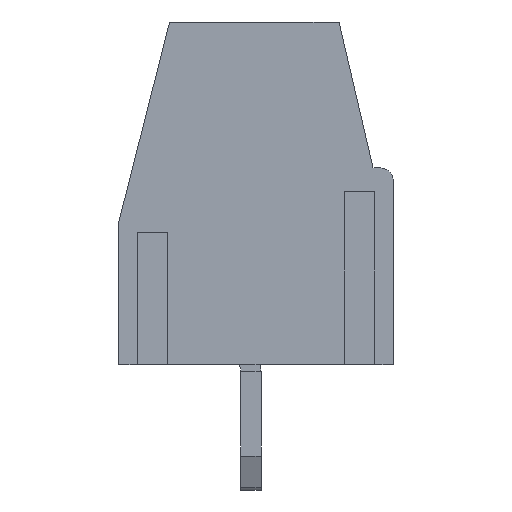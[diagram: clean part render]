
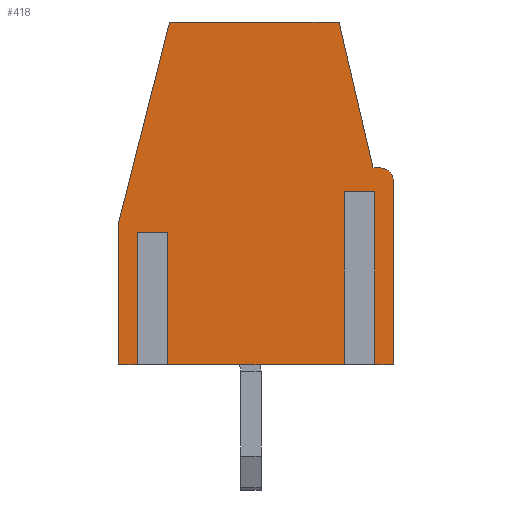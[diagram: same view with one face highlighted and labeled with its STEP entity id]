
A CAD part, left-side view. The second image highlights one B-rep face of the part: STEP entity #418.
In plain terms, the highlighted planar face has unit normal (-1, 0, 0).
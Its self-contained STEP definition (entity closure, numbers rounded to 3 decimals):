
#418=ADVANCED_FACE('',(#1959),#1961,.T.);
#1959=FACE_BOUND('',#1960,.T.);
#1960=EDGE_LOOP('',(#3201,#3202,#3203,#3204,#3205,#3206,#3207,#3208,#3209,#3210,
#3211,#3212,#3213,#3214,#3215,#3216));
#1961=PLANE('',#1962);
#1962=AXIS2_PLACEMENT_3D('',#1963,#1964,#1965);
#1963=CARTESIAN_POINT('',(-2.5,0.,0.));
#1964=DIRECTION('',(-1.,0.,0.));
#1965=DIRECTION('',(0.,0.,-1.));
#3201=ORIENTED_EDGE('',*,*,#4056,.F.);
#3202=ORIENTED_EDGE('',*,*,#4057,.F.);
#3203=ORIENTED_EDGE('',*,*,#4058,.F.);
#3204=ORIENTED_EDGE('',*,*,#4059,.T.);
#3205=ORIENTED_EDGE('',*,*,#4060,.T.);
#3206=ORIENTED_EDGE('',*,*,#4061,.T.);
#3207=ORIENTED_EDGE('',*,*,#4062,.T.);
#3208=ORIENTED_EDGE('',*,*,#4063,.T.);
#3209=ORIENTED_EDGE('',*,*,#4009,.T.);
#3210=ORIENTED_EDGE('',*,*,#4053,.T.);
#3211=ORIENTED_EDGE('',*,*,#4064,.T.);
#3212=ORIENTED_EDGE('',*,*,#4065,.T.);
#3213=ORIENTED_EDGE('',*,*,#4066,.F.);
#3214=ORIENTED_EDGE('',*,*,#4067,.F.);
#3215=ORIENTED_EDGE('',*,*,#4068,.F.);
#3216=ORIENTED_EDGE('',*,*,#4069,.T.);
#4009=EDGE_CURVE('',#4458,#4456,#4459,.T.);
#4053=EDGE_CURVE('',#4456,#4539,#4541,.T.);
#4056=EDGE_CURVE('',#4545,#4546,#4547,.T.);
#4057=EDGE_CURVE('',#4548,#4545,#4549,.F.);
#4058=EDGE_CURVE('',#4550,#4548,#4551,.T.);
#4059=EDGE_CURVE('',#4550,#4552,#4553,.T.);
#4060=EDGE_CURVE('',#4552,#4554,#4555,.T.);
#4061=EDGE_CURVE('',#4554,#4556,#4557,.T.);
#4062=EDGE_CURVE('',#4556,#4558,#4559,.T.);
#4063=EDGE_CURVE('',#4558,#4458,#4560,.T.);
#4064=EDGE_CURVE('',#4539,#4561,#4562,.T.);
#4065=EDGE_CURVE('',#4561,#4563,#4564,.T.);
#4066=EDGE_CURVE('',#4565,#4563,#4566,.T.);
#4067=EDGE_CURVE('',#4567,#4565,#4568,.F.);
#4068=EDGE_CURVE('',#4569,#4567,#4570,.T.);
#4069=EDGE_CURVE('',#4569,#4546,#4571,.T.);
#4456=VERTEX_POINT('',#5184);
#4458=VERTEX_POINT('',#5188);
#4459=LINE('',#5189,#5190);
#4539=VERTEX_POINT('',#5360);
#4541=LINE('',#5364,#5365);
#4545=VERTEX_POINT('',#5374);
#4546=VERTEX_POINT('',#5375);
#4547=LINE('',#5376,#5377);
#4548=VERTEX_POINT('',#5379);
#4549=LINE('',#5380,#5381);
#4550=VERTEX_POINT('',#5383);
#4551=LINE('',#5384,#5385);
#4552=VERTEX_POINT('',#5387);
#4553=LINE('',#5388,#5389);
#4554=VERTEX_POINT('',#5391);
#4555=LINE('',#5392,#5393);
#4556=VERTEX_POINT('',#5395);
#4557=CIRCLE('',#5396,0.4);
#4558=VERTEX_POINT('',#5400);
#4559=LINE('',#5401,#5402);
#4560=LINE('',#5404,#5405);
#4561=VERTEX_POINT('',#5407);
#4562=LINE('',#5408,#5409);
#4563=VERTEX_POINT('',#5411);
#4564=LINE('',#5412,#5413);
#4565=VERTEX_POINT('',#5415);
#4566=LINE('',#5416,#5417);
#4567=VERTEX_POINT('',#5419);
#4568=LINE('',#5420,#5421);
#4569=VERTEX_POINT('',#5423);
#4570=LINE('',#5424,#5425);
#4571=LINE('',#5427,#5428);
#5184=CARTESIAN_POINT('',(-2.5,2.4,10.1));
#5188=CARTESIAN_POINT('',(-2.5,-2.6,10.1));
#5189=CARTESIAN_POINT('',(-2.5,-2.6,10.1));
#5190=VECTOR('',#5191,1.);
#5191=DIRECTION('',(0.,1.,0.));
#5360=CARTESIAN_POINT('',(-2.5,3.9,4.2));
#5364=CARTESIAN_POINT('',(-2.5,2.4,10.1));
#5365=VECTOR('',#5366,1.);
#5366=DIRECTION('',(0.,0.246,-0.969));
#5374=CARTESIAN_POINT('',(-2.5,-2.9,5.1));
#5375=CARTESIAN_POINT('',(-2.5,-2.9,0.));
#5376=CARTESIAN_POINT('',(-2.5,-2.9,5.1));
#5377=VECTOR('',#5378,1.);
#5378=DIRECTION('',(0.,0.,-1.));
#5379=CARTESIAN_POINT('',(-2.5,-3.5,5.1));
#5380=CARTESIAN_POINT('',(-2.5,-2.9,5.1));
#5381=VECTOR('',#5382,1.);
#5382=DIRECTION('',(0.,-1.,0.));
#5383=CARTESIAN_POINT('',(-2.5,-3.5,0.));
#5384=CARTESIAN_POINT('',(-2.5,-3.5,0.));
#5385=VECTOR('',#5386,1.);
#5386=DIRECTION('',(0.,0.,1.));
#5387=CARTESIAN_POINT('',(-2.5,-4.2,0.));
#5388=CARTESIAN_POINT('',(-2.5,-3.5,0.));
#5389=VECTOR('',#5390,1.);
#5390=DIRECTION('',(0.,-1.,0.));
#5391=CARTESIAN_POINT('',(-2.5,-4.2,5.4));
#5392=CARTESIAN_POINT('',(-2.5,-4.2,0.));
#5393=VECTOR('',#5394,1.);
#5394=DIRECTION('',(0.,0.,1.));
#5395=CARTESIAN_POINT('',(-2.5,-3.8,5.8));
#5396=AXIS2_PLACEMENT_3D('',#5397,#5398,#5399);
#5397=CARTESIAN_POINT('',(-2.5,-3.8,5.4));
#5398=DIRECTION('',(-1.,-0.,-0.));
#5399=DIRECTION('',(0.,-1.,0.));
#5400=CARTESIAN_POINT('',(-2.5,-3.6,5.8));
#5401=CARTESIAN_POINT('',(-2.5,-3.8,5.8));
#5402=VECTOR('',#5403,1.);
#5403=DIRECTION('',(0.,1.,0.));
#5404=CARTESIAN_POINT('',(-2.5,-3.6,5.8));
#5405=VECTOR('',#5406,1.);
#5406=DIRECTION('',(0.,0.227,0.974));
#5407=CARTESIAN_POINT('',(-2.5,3.9,0.));
#5408=CARTESIAN_POINT('',(-2.5,3.9,4.2));
#5409=VECTOR('',#5410,1.);
#5410=DIRECTION('',(0.,0.,-1.));
#5411=CARTESIAN_POINT('',(-2.5,3.2,0.));
#5412=CARTESIAN_POINT('',(-2.5,3.9,0.));
#5413=VECTOR('',#5414,1.);
#5414=DIRECTION('',(0.,-1.,0.));
#5415=CARTESIAN_POINT('',(-2.5,3.2,3.9));
#5416=CARTESIAN_POINT('',(-2.5,3.2,3.9));
#5417=VECTOR('',#5418,1.);
#5418=DIRECTION('',(0.,0.,-1.));
#5419=CARTESIAN_POINT('',(-2.5,2.6,3.9));
#5420=CARTESIAN_POINT('',(-2.5,3.2,3.9));
#5421=VECTOR('',#5422,1.);
#5422=DIRECTION('',(0.,-1.,0.));
#5423=CARTESIAN_POINT('',(-2.5,2.6,0.));
#5424=CARTESIAN_POINT('',(-2.5,2.6,0.));
#5425=VECTOR('',#5426,1.);
#5426=DIRECTION('',(0.,0.,1.));
#5427=CARTESIAN_POINT('',(-2.5,2.6,0.));
#5428=VECTOR('',#5429,1.);
#5429=DIRECTION('',(0.,-1.,0.));
